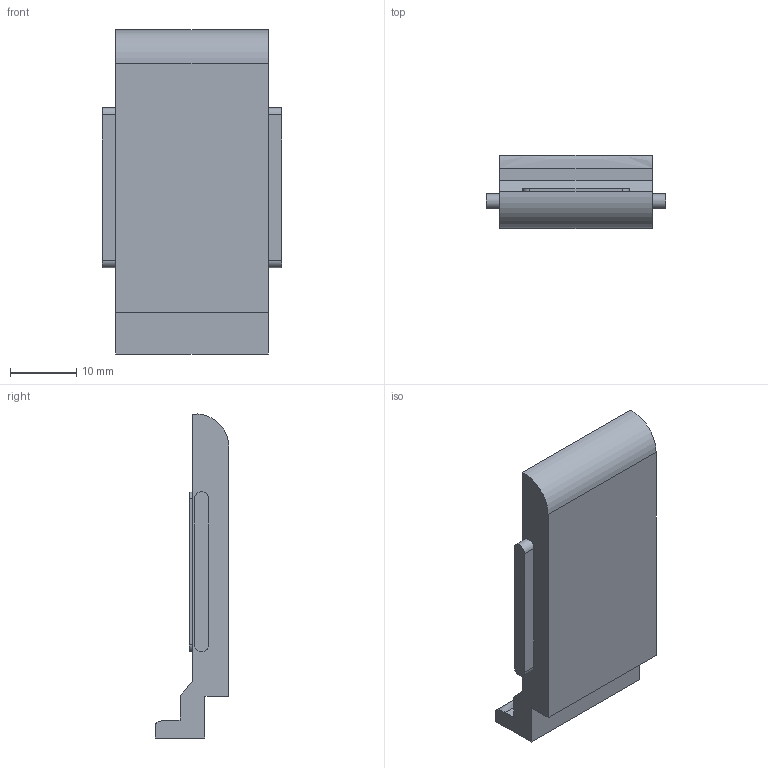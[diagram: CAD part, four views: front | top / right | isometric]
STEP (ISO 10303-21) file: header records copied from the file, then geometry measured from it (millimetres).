
FILE_DESCRIPTION (( 'STEP AP203' ), '1' );
FILE_NAME ('39-BODEN-V4A.step', '2021-11-25T13:00:02', ( '' ), ( '' ), 'SwSTEP 2.0', 'SolidWorks 2018', '' );
FILE_SCHEMA (( 'CONFIG_CONTROL_DESIGN' ));
Length unit declared in the file: millimetre
Products named in the file (5): 39-Boden-XXX Teil2_39-Boden-GU; 39-BODEN-V4A; 39-Boden-XXX Teil2; 39-Boden-XXX Teil1_39-Boden-V4A; 39-Boden-XXX Teil1
Assembly tree (2 placements, depth 2):
  39-BODEN-V4A
    39-Boden-XXX Teil1_39-Boden-V4A
    39-Boden-XXX Teil2_39-Boden-GU
  39-Boden-XXX Teil2
  39-Boden-XXX Teil1
Bounding box: 27 x 11.1 x 48.79 mm (x, y, z)
Volume: 6458.5 mm3; surface area: 4291.9 mm2
Topology: 2 solids, 2 shells, 312 faces, 822 edges, 548 vertices
Faces by surface type: plane 183, bspline 116, cylinder 13
Entity records: 15639 total; most frequent: CARTESIAN_POINT 8235, ORIENTED_EDGE 1644, DIRECTION 1018, EDGE_CURVE 822, VECTOR 562, LINE 562, VERTEX_POINT 548, EDGE_LOOP 346
